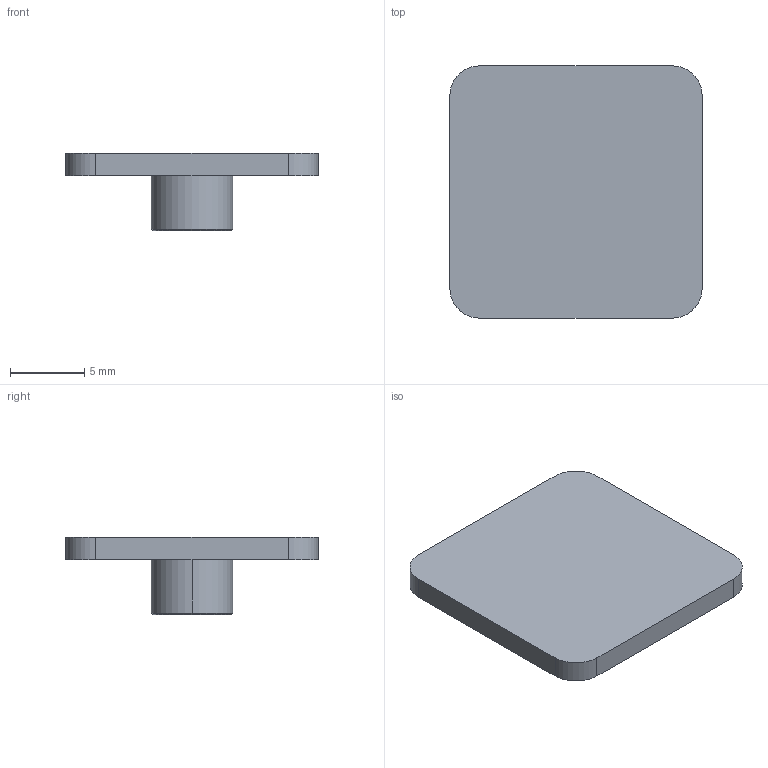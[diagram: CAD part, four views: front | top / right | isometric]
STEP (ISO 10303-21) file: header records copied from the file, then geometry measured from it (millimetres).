
FILE_DESCRIPTION (( 'STEP AP214' ), '1' );
FILE_NAME ('Flat-Keycap-MX-Stem.STEP', '2021-11-15T04:23:24', ( '' ), ( '' ), 'SwSTEP 2.0', 'SolidWorks 2020', '' );
FILE_SCHEMA (( 'AUTOMOTIVE_DESIGN' ));
Length unit declared in the file: millimetre
Products named in the file (1): Flat-Keycap-MX-Stem
Bounding box: 17 x 17 x 5.2 mm (x, y, z)
Volume: 483.5 mm3; surface area: 794.2 mm2
Topology: 1 solids, 1 shells, 48 faces, 114 edges, 70 vertices
Faces by surface type: plane 32, cylinder 10, cone 6
Entity records: 1394 total; most frequent: DIRECTION 238, CARTESIAN_POINT 233, ORIENTED_EDGE 228, EDGE_CURVE 114, VECTOR 88, LINE 88, AXIS2_PLACEMENT_3D 75, VERTEX_POINT 70
